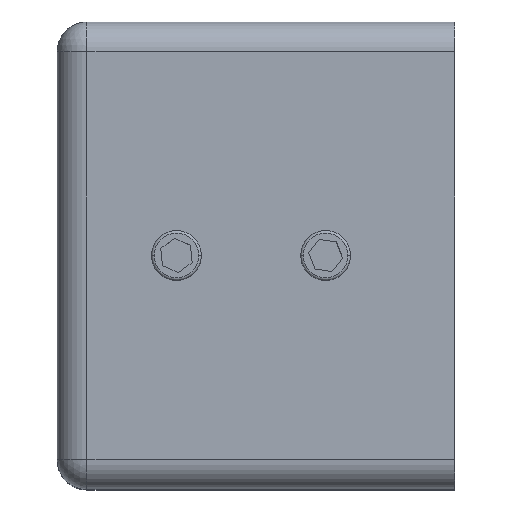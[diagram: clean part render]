
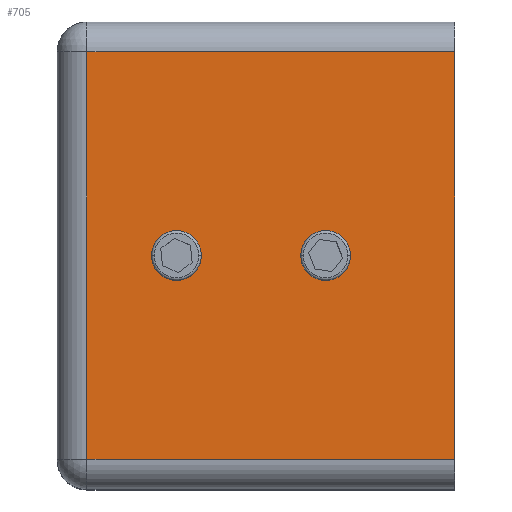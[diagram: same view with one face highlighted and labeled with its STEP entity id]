
A CAD part, top view. The second image highlights one B-rep face of the part: STEP entity #705.
In plain terms, the highlighted planar face has unit normal (0, 0, 1).
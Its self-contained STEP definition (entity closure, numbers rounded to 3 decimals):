
#48 = ORIENTED_EDGE ( 'NONE', *, *, #477, .T. ) ;
#81 = CARTESIAN_POINT ( 'NONE',  ( 7., 0., 23.5 ) ) ;
#96 = EDGE_CURVE ( 'NONE', #492, #1923, #1360, .T. ) ;
#106 = ORIENTED_EDGE ( 'NONE', *, *, #943, .T. ) ;
#125 = EDGE_CURVE ( 'NONE', #1923, #492, #323, .T. ) ;
#172 = CARTESIAN_POINT ( 'NONE',  ( -20., 20.5, 23.5 ) ) ;
#236 = CARTESIAN_POINT ( 'NONE',  ( 0., 0., 23.5 ) ) ;
#257 = FACE_BOUND ( 'NONE', #1300, .T. ) ;
#269 = CARTESIAN_POINT ( 'NONE',  ( -5.5, 0., 23.5 ) ) ;
#323 = CIRCLE ( 'NONE', #1255, 2.5 ) ;
#362 = DIRECTION ( 'NONE',  ( 1., 0., 0. ) ) ;
#399 = EDGE_CURVE ( 'NONE', #628, #1092, #973, .T. ) ;
#437 = DIRECTION ( 'NONE',  ( 0., 1., 0. ) ) ;
#477 = EDGE_CURVE ( 'NONE', #1092, #622, #1914, .T. ) ;
#479 = CARTESIAN_POINT ( 'NONE',  ( -17., 20.5, 23.5 ) ) ;
#492 = VERTEX_POINT ( 'NONE', #269 ) ;
#539 = LINE ( 'NONE', #1743, #1103 ) ;
#557 = DIRECTION ( 'NONE',  ( 0., 0., 1. ) ) ;
#581 = ORIENTED_EDGE ( 'NONE', *, *, #1591, .F. ) ;
#591 = CARTESIAN_POINT ( 'NONE',  ( 20., 23.5, 23.5 ) ) ;
#593 = VERTEX_POINT ( 'NONE', #1238 ) ;
#622 = VERTEX_POINT ( 'NONE', #982 ) ;
#628 = VERTEX_POINT ( 'NONE', #1450 ) ;
#654 = DIRECTION ( 'NONE',  ( -1., 0., 0. ) ) ;
#699 = EDGE_LOOP ( 'NONE', ( #581, #1155 ) ) ;
#701 = DIRECTION ( 'NONE',  ( 0., 0., 1. ) ) ;
#705 = ADVANCED_FACE ( 'NONE', ( #257, #1177, #1791 ), #1934, .T. ) ;
#746 = CARTESIAN_POINT ( 'NONE',  ( -17., -23.5, 23.5 ) ) ;
#770 = DIRECTION ( 'NONE',  ( 0., 0., 1. ) ) ;
#816 = CARTESIAN_POINT ( 'NONE',  ( -10.5, 0., 23.5 ) ) ;
#896 = DIRECTION ( 'NONE',  ( 1., 0., 0. ) ) ;
#898 = CARTESIAN_POINT ( 'NONE',  ( 7., 0., 23.5 ) ) ;
#943 = EDGE_CURVE ( 'NONE', #1160, #628, #1376, .T. ) ;
#973 = LINE ( 'NONE', #172, #1263 ) ;
#982 = CARTESIAN_POINT ( 'NONE',  ( -17., -20.5, 23.5 ) ) ;
#1018 = ORIENTED_EDGE ( 'NONE', *, *, #96, .F. ) ;
#1028 = AXIS2_PLACEMENT_3D ( 'NONE', #236, #1442, #1469 ) ;
#1070 = CIRCLE ( 'NONE', #1775, 2.5 ) ;
#1092 = VERTEX_POINT ( 'NONE', #479 ) ;
#1103 = VECTOR ( 'NONE', #362, 1000. ) ;
#1155 = ORIENTED_EDGE ( 'NONE', *, *, #1430, .F. ) ;
#1160 = VERTEX_POINT ( 'NONE', #1280 ) ;
#1166 = AXIS2_PLACEMENT_3D ( 'NONE', #81, #701, #1491 ) ;
#1172 = ORIENTED_EDGE ( 'NONE', *, *, #399, .T. ) ;
#1177 = FACE_BOUND ( 'NONE', #699, .T. ) ;
#1189 = ORIENTED_EDGE ( 'NONE', *, *, #125, .F. ) ;
#1203 = CARTESIAN_POINT ( 'NONE',  ( -8., 0., 23.5 ) ) ;
#1231 = DIRECTION ( 'NONE',  ( 1., 0., 0. ) ) ;
#1234 = VERTEX_POINT ( 'NONE', #1931 ) ;
#1238 = CARTESIAN_POINT ( 'NONE',  ( 9.5, 0., 23.5 ) ) ;
#1255 = AXIS2_PLACEMENT_3D ( 'NONE', #1203, #1354, #896 ) ;
#1263 = VECTOR ( 'NONE', #654, 1000. ) ;
#1274 = VECTOR ( 'NONE', #1368, 1000. ) ;
#1280 = CARTESIAN_POINT ( 'NONE',  ( 20., -20.5, 23.5 ) ) ;
#1300 = EDGE_LOOP ( 'NONE', ( #1018, #1189 ) ) ;
#1354 = DIRECTION ( 'NONE',  ( 0., 0., 1. ) ) ;
#1360 = CIRCLE ( 'NONE', #1419, 2.5 ) ;
#1368 = DIRECTION ( 'NONE',  ( 0., -1., 0. ) ) ;
#1376 = LINE ( 'NONE', #591, #1409 ) ;
#1409 = VECTOR ( 'NONE', #437, 1000. ) ;
#1419 = AXIS2_PLACEMENT_3D ( 'NONE', #1485, #557, #1787 ) ;
#1430 = EDGE_CURVE ( 'NONE', #1234, #593, #1070, .T. ) ;
#1442 = DIRECTION ( 'NONE',  ( 0., 0., 1. ) ) ;
#1450 = CARTESIAN_POINT ( 'NONE',  ( 20., 20.5, 23.5 ) ) ;
#1469 = DIRECTION ( 'NONE',  ( 1., 0., 0. ) ) ;
#1485 = CARTESIAN_POINT ( 'NONE',  ( -8., 0., 23.5 ) ) ;
#1491 = DIRECTION ( 'NONE',  ( 1., 0., 0. ) ) ;
#1591 = EDGE_CURVE ( 'NONE', #593, #1234, #1867, .T. ) ;
#1642 = EDGE_LOOP ( 'NONE', ( #48, #1905, #106, #1172 ) ) ;
#1743 = CARTESIAN_POINT ( 'NONE',  ( 20., -20.5, 23.5 ) ) ;
#1775 = AXIS2_PLACEMENT_3D ( 'NONE', #898, #770, #1231 ) ;
#1787 = DIRECTION ( 'NONE',  ( 1., 0., 0. ) ) ;
#1791 = FACE_OUTER_BOUND ( 'NONE', #1642, .T. ) ;
#1867 = CIRCLE ( 'NONE', #1166, 2.5 ) ;
#1905 = ORIENTED_EDGE ( 'NONE', *, *, #1932, .T. ) ;
#1914 = LINE ( 'NONE', #746, #1274 ) ;
#1923 = VERTEX_POINT ( 'NONE', #816 ) ;
#1931 = CARTESIAN_POINT ( 'NONE',  ( 4.5, 0., 23.5 ) ) ;
#1932 = EDGE_CURVE ( 'NONE', #622, #1160, #539, .T. ) ;
#1934 = PLANE ( 'NONE',  #1028 ) ;
